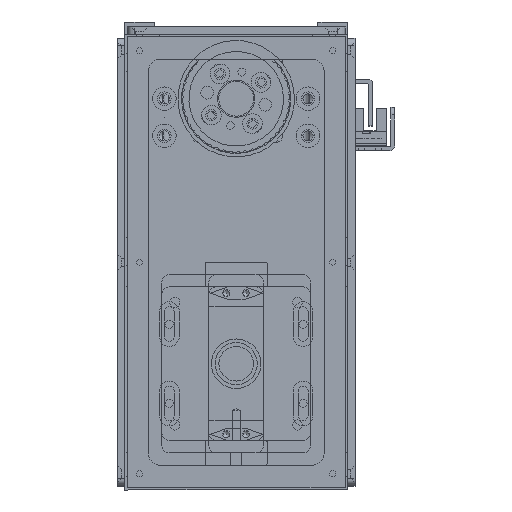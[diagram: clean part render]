
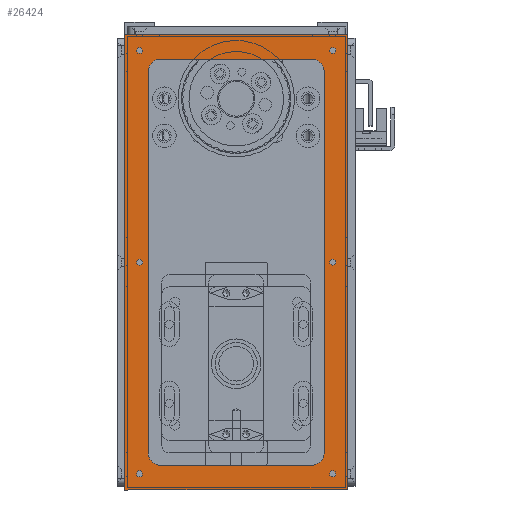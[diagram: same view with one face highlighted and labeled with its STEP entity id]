
A CAD part, left-side view. The second image highlights one B-rep face of the part: STEP entity #26424.
In plain terms, the highlighted face is planar.
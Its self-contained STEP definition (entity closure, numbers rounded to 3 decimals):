
#1073=FACE_BOUND('',#4640,.T.);
#1074=FACE_BOUND('',#4641,.T.);
#1075=FACE_BOUND('',#4642,.T.);
#1076=FACE_BOUND('',#4643,.T.);
#1077=FACE_BOUND('',#4644,.T.);
#1078=FACE_BOUND('',#4645,.T.);
#1079=FACE_BOUND('',#4646,.T.);
#1665=PLANE('',#29334);
#2808=FACE_OUTER_BOUND('',#4639,.T.);
#4639=EDGE_LOOP('',(#22642,#22643,#22644,#22645));
#4640=EDGE_LOOP('',(#22646));
#4641=EDGE_LOOP('',(#22647));
#4642=EDGE_LOOP('',(#22648));
#4643=EDGE_LOOP('',(#22649));
#4644=EDGE_LOOP('',(#22650));
#4645=EDGE_LOOP('',(#22651));
#4646=EDGE_LOOP('',(#22652,#22653,#22654,#22655,#22656,#22657,#22658,#22659));
#6660=LINE('',#44666,#8733);
#6666=LINE('',#44681,#8739);
#6670=LINE('',#44693,#8743);
#6673=LINE('',#44702,#8746);
#6750=LINE('',#44971,#8823);
#6754=LINE('',#44979,#8827);
#6757=LINE('',#44985,#8830);
#6760=LINE('',#44990,#8833);
#8733=VECTOR('',#35893,10.);
#8739=VECTOR('',#35907,10.);
#8743=VECTOR('',#35919,10.);
#8746=VECTOR('',#35930,10.);
#8823=VECTOR('',#36211,10.);
#8827=VECTOR('',#36217,10.);
#8830=VECTOR('',#36222,10.);
#8833=VECTOR('',#36227,10.);
#10227=CIRCLE('',#29213,5.);
#10229=CIRCLE('',#29217,5.);
#10231=CIRCLE('',#29221,5.);
#10233=CIRCLE('',#29225,5.);
#10247=CIRCLE('',#29247,1.23);
#10249=CIRCLE('',#29250,1.23);
#10251=CIRCLE('',#29253,1.23);
#10253=CIRCLE('',#29256,1.23);
#10255=CIRCLE('',#29259,1.23);
#10257=CIRCLE('',#29262,1.23);
#12589=VERTEX_POINT('',#44656);
#12590=VERTEX_POINT('',#44657);
#12593=VERTEX_POINT('',#44665);
#12595=VERTEX_POINT('',#44671);
#12596=VERTEX_POINT('',#44672);
#12599=VERTEX_POINT('',#44683);
#12600=VERTEX_POINT('',#44684);
#12603=VERTEX_POINT('',#44695);
#12617=VERTEX_POINT('',#44740);
#12619=VERTEX_POINT('',#44746);
#12621=VERTEX_POINT('',#44752);
#12623=VERTEX_POINT('',#44758);
#12625=VERTEX_POINT('',#44764);
#12627=VERTEX_POINT('',#44770);
#12693=VERTEX_POINT('',#44969);
#12694=VERTEX_POINT('',#44970);
#12697=VERTEX_POINT('',#44978);
#12699=VERTEX_POINT('',#44984);
#15958=EDGE_CURVE('',#12589,#12590,#10227,.T.);
#15962=EDGE_CURVE('',#12593,#12590,#6660,.T.);
#15965=EDGE_CURVE('',#12595,#12596,#10229,.T.);
#15970=EDGE_CURVE('',#12589,#12596,#6666,.T.);
#15971=EDGE_CURVE('',#12599,#12600,#10231,.T.);
#15976=EDGE_CURVE('',#12595,#12600,#6670,.T.);
#15977=EDGE_CURVE('',#12593,#12603,#10233,.T.);
#15981=EDGE_CURVE('',#12599,#12603,#6673,.T.);
#16000=EDGE_CURVE('',#12617,#12617,#10247,.T.);
#16003=EDGE_CURVE('',#12619,#12619,#10249,.T.);
#16006=EDGE_CURVE('',#12621,#12621,#10251,.T.);
#16009=EDGE_CURVE('',#12623,#12623,#10253,.T.);
#16012=EDGE_CURVE('',#12625,#12625,#10255,.T.);
#16015=EDGE_CURVE('',#12627,#12627,#10257,.T.);
#16114=EDGE_CURVE('',#12693,#12694,#6750,.T.);
#16118=EDGE_CURVE('',#12697,#12693,#6754,.T.);
#16121=EDGE_CURVE('',#12699,#12697,#6757,.T.);
#16124=EDGE_CURVE('',#12694,#12699,#6760,.T.);
#22642=ORIENTED_EDGE('',*,*,#16124,.F.);
#22643=ORIENTED_EDGE('',*,*,#16114,.F.);
#22644=ORIENTED_EDGE('',*,*,#16118,.F.);
#22645=ORIENTED_EDGE('',*,*,#16121,.F.);
#22646=ORIENTED_EDGE('',*,*,#16000,.T.);
#22647=ORIENTED_EDGE('',*,*,#16003,.T.);
#22648=ORIENTED_EDGE('',*,*,#16006,.T.);
#22649=ORIENTED_EDGE('',*,*,#16009,.T.);
#22650=ORIENTED_EDGE('',*,*,#16012,.T.);
#22651=ORIENTED_EDGE('',*,*,#16015,.T.);
#22652=ORIENTED_EDGE('',*,*,#15962,.T.);
#22653=ORIENTED_EDGE('',*,*,#15958,.F.);
#22654=ORIENTED_EDGE('',*,*,#15970,.T.);
#22655=ORIENTED_EDGE('',*,*,#15965,.F.);
#22656=ORIENTED_EDGE('',*,*,#15976,.T.);
#22657=ORIENTED_EDGE('',*,*,#15971,.F.);
#22658=ORIENTED_EDGE('',*,*,#15981,.T.);
#22659=ORIENTED_EDGE('',*,*,#15977,.F.);
#26424=ADVANCED_FACE('',(#2808,#1073,#1074,#1075,#1076,#1077,#1078,#1079),
#1665,.T.);
#29213=AXIS2_PLACEMENT_3D('',#44658,#35885,#35886);
#29217=AXIS2_PLACEMENT_3D('',#44673,#35898,#35899);
#29221=AXIS2_PLACEMENT_3D('',#44685,#35910,#35911);
#29225=AXIS2_PLACEMENT_3D('',#44696,#35922,#35923);
#29247=AXIS2_PLACEMENT_3D('',#44741,#35975,#35976);
#29250=AXIS2_PLACEMENT_3D('',#44747,#35982,#35983);
#29253=AXIS2_PLACEMENT_3D('',#44753,#35989,#35990);
#29256=AXIS2_PLACEMENT_3D('',#44759,#35996,#35997);
#29259=AXIS2_PLACEMENT_3D('',#44765,#36003,#36004);
#29262=AXIS2_PLACEMENT_3D('',#44771,#36010,#36011);
#29334=AXIS2_PLACEMENT_3D('',#44993,#36231,#36232);
#35885=DIRECTION('center_axis',(0.,0.,1.));
#35886=DIRECTION('ref_axis',(0.707,0.707,0.));
#35893=DIRECTION('',(1.,0.,0.));
#35898=DIRECTION('center_axis',(0.,0.,1.));
#35899=DIRECTION('ref_axis',(0.707,-0.707,0.));
#35907=DIRECTION('',(0.,-1.,0.));
#35910=DIRECTION('center_axis',(0.,0.,1.));
#35911=DIRECTION('ref_axis',(-0.707,-0.707,0.));
#35919=DIRECTION('',(-1.,0.,0.));
#35922=DIRECTION('center_axis',(0.,0.,1.));
#35923=DIRECTION('ref_axis',(-0.707,0.707,0.));
#35930=DIRECTION('',(0.,1.,0.));
#35975=DIRECTION('center_axis',(0.,0.,-1.));
#35976=DIRECTION('ref_axis',(1.,0.,0.));
#35982=DIRECTION('center_axis',(0.,0.,-1.));
#35983=DIRECTION('ref_axis',(1.,0.,0.));
#35989=DIRECTION('center_axis',(0.,0.,-1.));
#35990=DIRECTION('ref_axis',(1.,0.,0.));
#35996=DIRECTION('center_axis',(0.,0.,-1.));
#35997=DIRECTION('ref_axis',(1.,0.,0.));
#36003=DIRECTION('center_axis',(0.,0.,-1.));
#36004=DIRECTION('ref_axis',(1.,0.,0.));
#36010=DIRECTION('center_axis',(0.,0.,-1.));
#36011=DIRECTION('ref_axis',(1.,0.,0.));
#36211=DIRECTION('',(0.,1.,0.));
#36217=DIRECTION('',(-1.,0.,0.));
#36222=DIRECTION('',(0.,-1.,0.));
#36227=DIRECTION('',(1.,0.,0.));
#36231=DIRECTION('center_axis',(0.,0.,1.));
#36232=DIRECTION('ref_axis',(1.,0.,0.));
#44656=CARTESIAN_POINT('',(82.,30.5,0.));
#44657=CARTESIAN_POINT('',(77.,35.5,0.));
#44658=CARTESIAN_POINT('Origin',(77.,30.5,0.));
#44665=CARTESIAN_POINT('',(-77.,35.5,0.));
#44666=CARTESIAN_POINT('',(-41.,35.5,0.));
#44671=CARTESIAN_POINT('',(77.,-35.5,0.));
#44672=CARTESIAN_POINT('',(82.,-30.5,0.));
#44673=CARTESIAN_POINT('Origin',(77.,-30.5,0.));
#44681=CARTESIAN_POINT('',(82.,17.75,0.));
#44683=CARTESIAN_POINT('',(-82.,-30.5,0.));
#44684=CARTESIAN_POINT('',(-77.,-35.5,0.));
#44685=CARTESIAN_POINT('Origin',(-77.,-30.5,0.));
#44693=CARTESIAN_POINT('',(41.,-35.5,0.));
#44695=CARTESIAN_POINT('',(-82.,30.5,0.));
#44696=CARTESIAN_POINT('Origin',(-77.,30.5,0.));
#44702=CARTESIAN_POINT('',(-82.,-17.75,0.));
#44740=CARTESIAN_POINT('',(84.271,39.,0.));
#44741=CARTESIAN_POINT('Origin',(85.5,39.,0.));
#44746=CARTESIAN_POINT('',(-1.23,-39.,0.));
#44747=CARTESIAN_POINT('Origin',(0.,-39.,0.));
#44752=CARTESIAN_POINT('',(-86.73,39.,0.));
#44753=CARTESIAN_POINT('Origin',(-85.5,39.,0.));
#44758=CARTESIAN_POINT('',(-86.73,-39.,0.));
#44759=CARTESIAN_POINT('Origin',(-85.5,-39.,0.));
#44764=CARTESIAN_POINT('',(84.271,-39.,0.));
#44765=CARTESIAN_POINT('Origin',(85.5,-39.,0.));
#44770=CARTESIAN_POINT('',(-1.23,39.,0.));
#44771=CARTESIAN_POINT('Origin',(0.,39.,0.));
#44969=CARTESIAN_POINT('',(-92.,-45.,0.));
#44970=CARTESIAN_POINT('',(-92.,45.,0.));
#44971=CARTESIAN_POINT('',(-92.,-45.,0.));
#44978=CARTESIAN_POINT('',(92.,-45.,0.));
#44979=CARTESIAN_POINT('',(92.,-45.,0.));
#44984=CARTESIAN_POINT('',(92.,45.,0.));
#44985=CARTESIAN_POINT('',(92.,45.,0.));
#44990=CARTESIAN_POINT('',(-92.,45.,0.));
#44993=CARTESIAN_POINT('Origin',(0.,0.,
0.));
